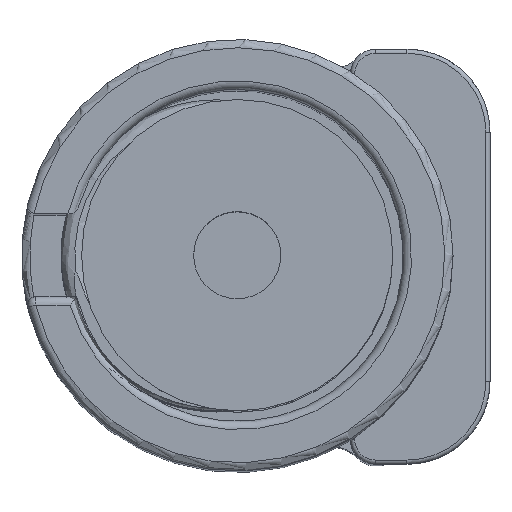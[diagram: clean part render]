
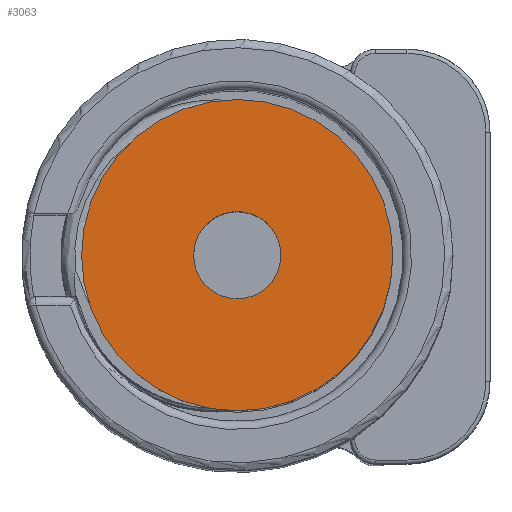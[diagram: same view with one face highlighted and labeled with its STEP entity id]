
A CAD part, top view. The second image highlights one B-rep face of the part: STEP entity #3063.
In plain terms, the highlighted planar face has unit normal (0, 0, 1).
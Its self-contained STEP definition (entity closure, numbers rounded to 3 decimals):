
#225=FACE_BOUND('',#936,.T.);
#510=CIRCLE('',#3550,1.05);
#512=CIRCLE('',#3553,3.75);
#718=FACE_OUTER_BOUND('',#935,.T.);
#935=EDGE_LOOP('',(#2804));
#936=EDGE_LOOP('',(#2805));
#1515=VERTEX_POINT('',#9446);
#1517=VERTEX_POINT('',#9452);
#1944=EDGE_CURVE('',#1515,#1515,#510,.T.);
#1947=EDGE_CURVE('',#1517,#1517,#512,.T.);
#2804=ORIENTED_EDGE('',*,*,#1947,.F.);
#2805=ORIENTED_EDGE('',*,*,#1944,.F.);
#2863=PLANE('',#3554);
#3063=ADVANCED_FACE('',(#718,#225),#2863,.T.);
#3550=AXIS2_PLACEMENT_3D('',#9448,#4528,#4529);
#3553=AXIS2_PLACEMENT_3D('',#9454,#4535,#4536);
#3554=AXIS2_PLACEMENT_3D('',#9455,#4537,#4538);
#4528=DIRECTION('center_axis',(0.,0.,1.));
#4529=DIRECTION('ref_axis',(-1.,0.,0.));
#4535=DIRECTION('center_axis',(0.,0.,-1.));
#4536=DIRECTION('ref_axis',(-1.,0.,0.));
#4537=DIRECTION('center_axis',(0.,0.,1.));
#4538=DIRECTION('ref_axis',(1.,0.,0.));
#9446=CARTESIAN_POINT('',(10.55,0.,18.5));
#9448=CARTESIAN_POINT('Origin',(9.5,0.,
18.5));
#9452=CARTESIAN_POINT('',(13.25,0.,18.5));
#9454=CARTESIAN_POINT('Origin',(9.5,0.,
18.5));
#9455=CARTESIAN_POINT('Origin',(9.5,0.,
18.5));
